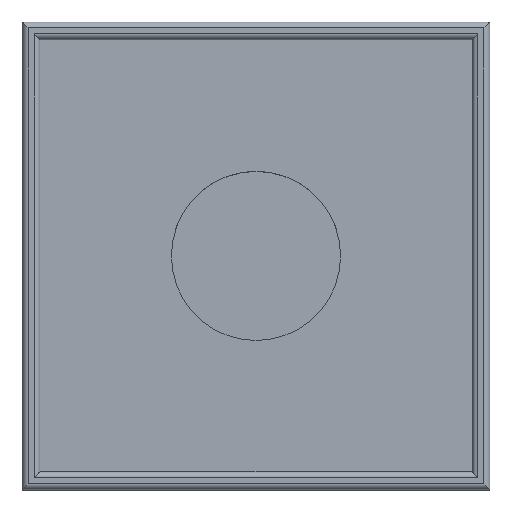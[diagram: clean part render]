
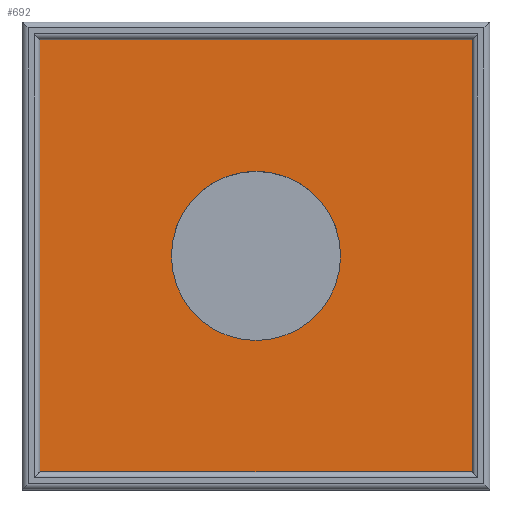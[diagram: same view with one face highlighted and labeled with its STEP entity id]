
A CAD part, top view. The second image highlights one B-rep face of the part: STEP entity #692.
In plain terms, the highlighted planar face has unit normal (0, 0, 1).
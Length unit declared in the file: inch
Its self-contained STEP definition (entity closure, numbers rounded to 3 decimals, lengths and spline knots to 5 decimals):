
#20=FACE_BOUND('',#126,.T.);
#29=CIRCLE('',#729,0.7125);
#79=FACE_OUTER_BOUND('',#125,.T.);
#125=EDGE_LOOP('',(#612,#613,#614,#615));
#126=EDGE_LOOP('',(#616));
#199=LINE('',#1115,#280);
#202=LINE('',#1120,#283);
#204=LINE('',#1124,#285);
#205=LINE('',#1126,#286);
#280=VECTOR('',#920,0.3937);
#283=VECTOR('',#925,0.3937);
#285=VECTOR('',#929,0.3937);
#286=VECTOR('',#932,0.3937);
#322=VERTEX_POINT('',#1046);
#343=VERTEX_POINT('',#1112);
#344=VERTEX_POINT('',#1114);
#345=VERTEX_POINT('',#1118);
#346=VERTEX_POINT('',#1122);
#396=EDGE_CURVE('',#322,#322,#29,.T.);
#429=EDGE_CURVE('',#344,#343,#199,.T.);
#432=EDGE_CURVE('',#343,#345,#202,.T.);
#434=EDGE_CURVE('',#345,#346,#204,.T.);
#435=EDGE_CURVE('',#346,#344,#205,.T.);
#612=ORIENTED_EDGE('',*,*,#429,.T.);
#613=ORIENTED_EDGE('',*,*,#432,.T.);
#614=ORIENTED_EDGE('',*,*,#434,.T.);
#615=ORIENTED_EDGE('',*,*,#435,.T.);
#616=ORIENTED_EDGE('',*,*,#396,.T.);
#651=PLANE('',#757);
#692=ADVANCED_FACE('',(#79,#20),#651,.T.);
#729=AXIS2_PLACEMENT_3D('',#1047,#851,#852);
#757=AXIS2_PLACEMENT_3D('',#1133,#940,#941);
#851=DIRECTION('center_axis',(0.,0.,-1.));
#852=DIRECTION('ref_axis',(-1.,0.,0.));
#920=DIRECTION('',(1.,0.,0.));
#925=DIRECTION('',(0.,1.,0.));
#929=DIRECTION('',(-1.,0.,0.));
#932=DIRECTION('',(0.,-1.,0.));
#940=DIRECTION('center_axis',(0.,0.,1.));
#941=DIRECTION('ref_axis',(1.,0.,0.));
#1046=CARTESIAN_POINT('',(0.7125,0.,1.37795));
#1047=CARTESIAN_POINT('Origin',(0.,0.,1.37795));
#1112=CARTESIAN_POINT('',(1.81851,-1.81851,1.37795));
#1114=CARTESIAN_POINT('',(-1.81851,-1.81851,1.37795));
#1115=CARTESIAN_POINT('',(0.90925,-1.81851,1.37795));
#1118=CARTESIAN_POINT('',(1.81851,1.81851,1.37795));
#1120=CARTESIAN_POINT('',(1.81851,0.90925,1.37795));
#1122=CARTESIAN_POINT('',(-1.81851,1.81851,1.37795));
#1124=CARTESIAN_POINT('',(-0.90925,1.81851,1.37795));
#1126=CARTESIAN_POINT('',(-1.81851,-0.90925,1.37795));
#1133=CARTESIAN_POINT('Origin',(0.,0.,1.37795));
